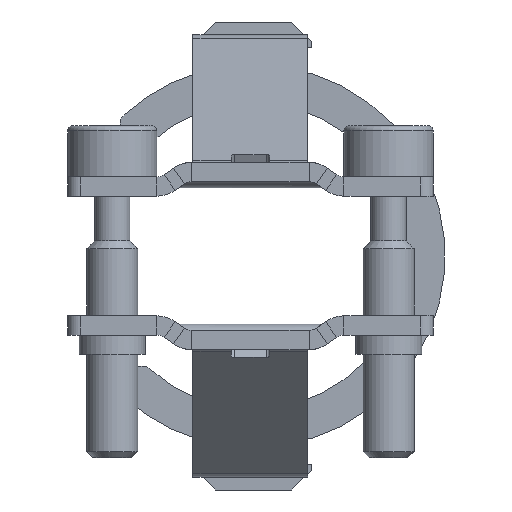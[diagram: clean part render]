
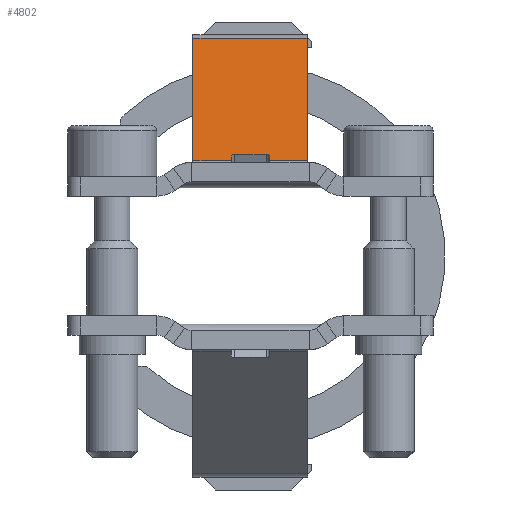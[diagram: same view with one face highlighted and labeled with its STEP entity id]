
A CAD part, left-side view. The second image highlights one B-rep face of the part: STEP entity #4802.
In plain terms, the highlighted planar face has unit normal (-0.454, 0, 0.891).
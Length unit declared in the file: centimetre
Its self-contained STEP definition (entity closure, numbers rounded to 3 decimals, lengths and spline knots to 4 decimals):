
#148=CIRCLE('',#5068,0.025);
#150=CIRCLE('',#5072,0.025);
#456=FACE_OUTER_BOUND('',#725,.T.);
#725=EDGE_LOOP('',(#3139,#3140,#3141,#3142,#3143,#3144,#3145,#3146,#3147,
#3148));
#1003=LINE('',#7028,#1441);
#1007=LINE('',#7040,#1445);
#1065=LINE('',#7208,#1503);
#1066=LINE('',#7211,#1504);
#1067=LINE('',#7212,#1505);
#1068=LINE('',#7214,#1506);
#1069=LINE('',#7216,#1507);
#1070=LINE('',#7217,#1508);
#1441=VECTOR('',#5605,1.);
#1445=VECTOR('',#5617,1.);
#1503=VECTOR('',#5785,1.);
#1504=VECTOR('',#5788,1.);
#1505=VECTOR('',#5789,1.);
#1506=VECTOR('',#5790,1.);
#1507=VECTOR('',#5791,1.);
#1508=VECTOR('',#5792,1.);
#1900=VERTEX_POINT('',#7018);
#1901=VERTEX_POINT('',#7019);
#1904=VERTEX_POINT('',#7027);
#1906=VERTEX_POINT('',#7033);
#1908=VERTEX_POINT('',#7039);
#1961=VERTEX_POINT('',#7195);
#1963=VERTEX_POINT('',#7201);
#1964=VERTEX_POINT('',#7210);
#1965=VERTEX_POINT('',#7213);
#1966=VERTEX_POINT('',#7215);
#2317=EDGE_CURVE('',#1900,#1901,#148,.T.);
#2321=EDGE_CURVE('',#1904,#1901,#1003,.T.);
#2324=EDGE_CURVE('',#1904,#1906,#150,.T.);
#2327=EDGE_CURVE('',#1908,#1906,#1007,.T.);
#2411=EDGE_CURVE('',#1961,#1963,#1065,.T.);
#2412=EDGE_CURVE('',#1963,#1964,#1066,.T.);
#2413=EDGE_CURVE('',#1964,#1908,#1067,.T.);
#2414=EDGE_CURVE('',#1900,#1965,#1068,.T.);
#2415=EDGE_CURVE('',#1965,#1966,#1069,.T.);
#2416=EDGE_CURVE('',#1966,#1961,#1070,.T.);
#3139=ORIENTED_EDGE('',*,*,#2411,.T.);
#3140=ORIENTED_EDGE('',*,*,#2412,.T.);
#3141=ORIENTED_EDGE('',*,*,#2413,.T.);
#3142=ORIENTED_EDGE('',*,*,#2327,.T.);
#3143=ORIENTED_EDGE('',*,*,#2324,.F.);
#3144=ORIENTED_EDGE('',*,*,#2321,.T.);
#3145=ORIENTED_EDGE('',*,*,#2317,.F.);
#3146=ORIENTED_EDGE('',*,*,#2414,.T.);
#3147=ORIENTED_EDGE('',*,*,#2415,.T.);
#3148=ORIENTED_EDGE('',*,*,#2416,.T.);
#4272=PLANE('',#5130);
#4802=ADVANCED_FACE('',(#456),#4272,.F.);
#5068=AXIS2_PLACEMENT_3D('',#7020,#5597,#5598);
#5072=AXIS2_PLACEMENT_3D('',#7034,#5610,#5611);
#5130=AXIS2_PLACEMENT_3D('',#7209,#5786,#5787);
#5597=DIRECTION('center_axis',(-0.454,0.,
0.891));
#5598=DIRECTION('ref_axis',(0.63,-0.707,0.321));
#5605=DIRECTION('',(0.,-1.,0.));
#5610=DIRECTION('center_axis',(-0.454,0.,
0.891));
#5611=DIRECTION('ref_axis',(0.63,0.707,0.321));
#5617=DIRECTION('',(0.891,0.,0.454));
#5785=DIRECTION('',(0.,1.,0.));
#5786=DIRECTION('center_axis',(0.454,0.,-0.891));
#5787=DIRECTION('ref_axis',(0.891,0.,0.454));
#5788=DIRECTION('',(-0.891,0.,-0.454));
#5789=DIRECTION('',(0.,-1.,0.));
#5790=DIRECTION('',(-0.891,0.,-0.454));
#5791=DIRECTION('',(0.,-1.,0.));
#5792=DIRECTION('',(0.891,0.,0.454));
#7018=CARTESIAN_POINT('',(-3.9172,-0.15,0.7831));
#7019=CARTESIAN_POINT('',(-3.8949,-0.125,0.7945));
#7020=CARTESIAN_POINT('Origin',(-3.9172,-0.125,0.7831));
#7027=CARTESIAN_POINT('',(-3.8949,0.125,0.7945));
#7028=CARTESIAN_POINT('',(-3.8949,0.075,0.7945));
#7033=CARTESIAN_POINT('',(-3.9172,0.15,0.7831));
#7034=CARTESIAN_POINT('Origin',(-3.9172,0.125,0.7831));
#7039=CARTESIAN_POINT('',(-3.9937,0.15,0.7441));
#7040=CARTESIAN_POINT('',(-4.3181,0.15,0.5788));
#7195=CARTESIAN_POINT('',(-2.1071,-0.45,1.7054));
#7201=CARTESIAN_POINT('',(-2.1071,0.45,1.7054));
#7208=CARTESIAN_POINT('',(-2.1071,0.225,1.7054));
#7209=CARTESIAN_POINT('Origin',(-4.5186,0.,
0.4767));
#7210=CARTESIAN_POINT('',(-3.9937,0.45,0.7441));
#7211=CARTESIAN_POINT('',(0.3374,0.45,2.9509));
#7212=CARTESIAN_POINT('',(-3.9937,0.075,0.7441));
#7213=CARTESIAN_POINT('',(-3.9937,-0.15,0.7441));
#7214=CARTESIAN_POINT('',(-4.2068,-0.15,0.6356));
#7215=CARTESIAN_POINT('',(-3.9937,-0.45,0.7441));
#7216=CARTESIAN_POINT('',(-3.9937,-0.225,0.7441));
#7217=CARTESIAN_POINT('',(-4.1177,-0.45,0.681));
